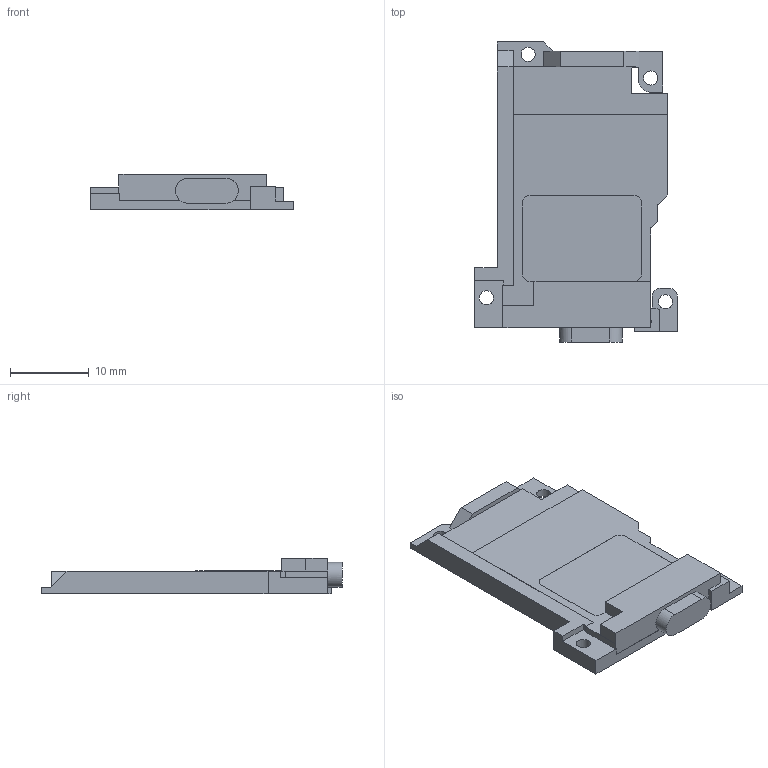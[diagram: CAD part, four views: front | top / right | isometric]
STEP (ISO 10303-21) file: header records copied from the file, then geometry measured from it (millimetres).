
FILE_DESCRIPTION(('FreeCAD Model'),'2;1');
FILE_NAME('Open CASCADE Shape Model','2022-04-07T19:58:54',( 'kicad StepUp'),('ksu MCAD'),'Open CASCADE STEP processor 7.5', 'FreeCAD','Unknown');
FILE_SCHEMA(('AUTOMOTIVE_DESIGN { 1 0 10303 214 1 1 1 1 }'));
Length unit declared in the file: millimetre
Products named in the file (1): iPhone8Speaker
Bounding box: 25.8 x 38.24 x 4.54 mm (x, y, z)
Volume: 2132.4 mm3; surface area: 2461.7 mm2
Topology: 2 solids, 2 shells, 98 faces, 275 edges, 181 vertices
Faces by surface type: plane 84, cylinder 14
Full cylindrical faces by diameter (mm): 1 x1, 1.8 x4
Entity records: 3850 total; most frequent: CARTESIAN_POINT 555, ORIENTED_EDGE 550, DIRECTION 503, EDGE_CURVE 275, LINE 245, VECTOR 245, VERTEX_POINT 181, AXIS2_PLACEMENT_3D 129
